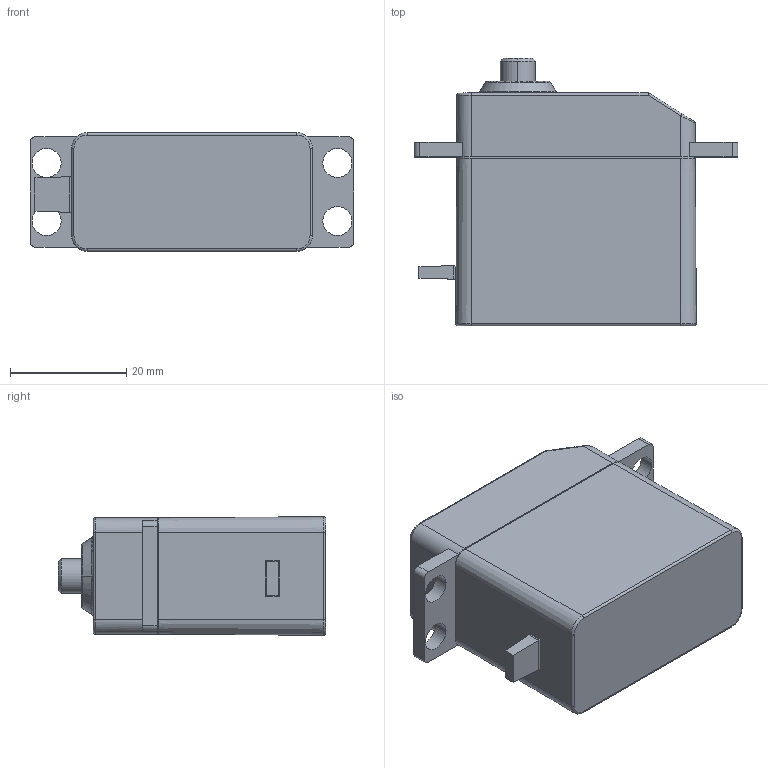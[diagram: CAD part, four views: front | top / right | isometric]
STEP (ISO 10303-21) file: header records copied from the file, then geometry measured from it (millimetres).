
FILE_DESCRIPTION((''),'2;1');
FILE_NAME('SERVO','2022-06-02T',('Admin'),(''),'CREO PARAMETRIC BY PTC INC, 2017170','CREO PARAMETRIC BY PTC INC, 2017170','');
FILE_SCHEMA(('AUTOMOTIVE_DESIGN { 1 0 10303 214 1 1 1 1 }'));
Length unit declared in the file: millimetre
Products named in the file (1): SERVO
Bounding box: 55.7 x 46 x 20.4 mm (x, y, z)
Volume: 33436.6 mm3; surface area: 7172.4 mm2
Topology: 1 solids, 1 shells, 94 faces, 240 edges, 152 vertices
Faces by surface type: plane 37, cylinder 35, torus 10, cone 8, sphere 2, bspline 2
Entity records: 3035 total; most frequent: CARTESIAN_POINT 598, DIRECTION 530, ORIENTED_EDGE 476, EDGE_CURVE 238, AXIS2_PLACEMENT_3D 204, VERTEX_POINT 152, VECTOR 122, LINE 122
